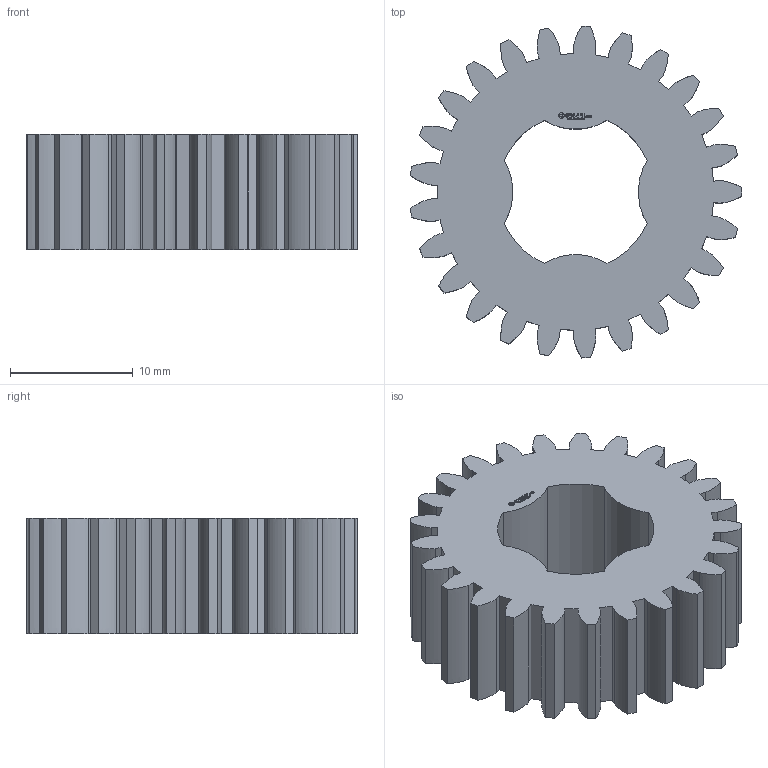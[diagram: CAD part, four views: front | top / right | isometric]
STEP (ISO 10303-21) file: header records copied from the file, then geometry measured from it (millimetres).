
FILE_DESCRIPTION(('FreeCAD Model'),'2;1');
FILE_NAME('Open CASCADE Shape Model','2024-03-09T18:28:30',(''),(''), 'Open CASCADE STEP processor 7.6','FreeCAD','Unknown');
FILE_SCHEMA(('AUTOMOTIVE_DESIGN { 1 0 10303 214 1 1 1 1 }'));
Length unit declared in the file: millimetre
Products named in the file (1): Gear Wheel PLN TTH25 BU00.75 SFT-SHD - SPN-GWH-0079 (stemfie.org)
Bounding box: 26.93 x 26.98 x 9.38 mm (x, y, z)
Volume: 3491.1 mm3; surface area: 2661.6 mm2
Topology: 1 solids, 1 shells, 618 faces, 1755 edges, 1170 vertices
Faces by surface type: plane 314, extrusion 296, cylinder 8
Entity records: 51687 total; most frequent: CARTESIAN_POINT 14284, DIRECTION 5039, VECTOR 4345, LINE 4049, ORIENTED_EDGE 3510, PCURVE 3510, DEFINITIONAL_REPRESENTATION 3510, EDGE_CURVE 1755
